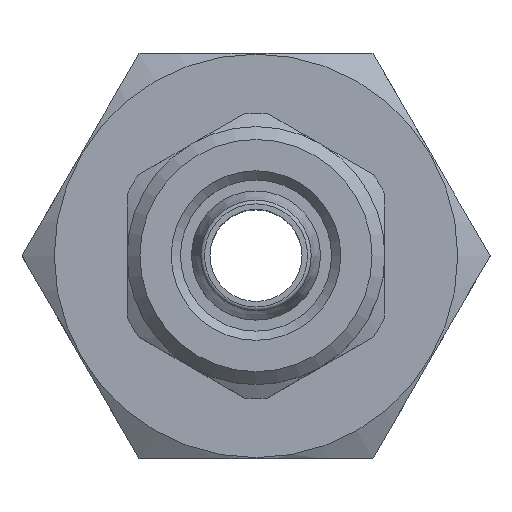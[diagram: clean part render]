
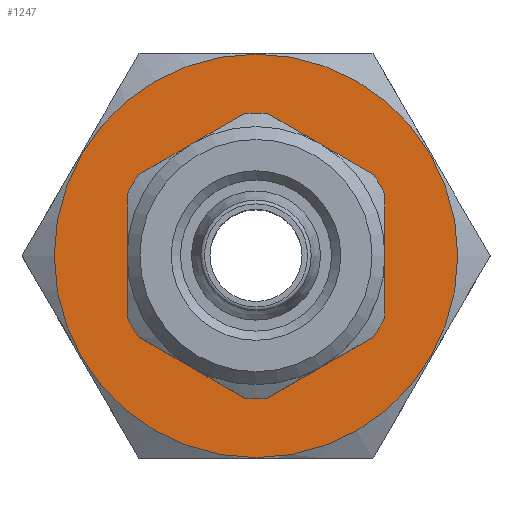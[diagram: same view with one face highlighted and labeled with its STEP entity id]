
A CAD part, top view. The second image highlights one B-rep face of the part: STEP entity #1247.
In plain terms, the highlighted planar face has unit normal (0, 0, 1).
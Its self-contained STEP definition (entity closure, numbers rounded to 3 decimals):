
#104=PLANE('',#1324);
#153=ORIENTED_EDGE('',*,*,#367,.T.);
#154=ORIENTED_EDGE('',*,*,#366,.F.);
#366=EDGE_CURVE('',#474,#474,#552,.T.);
#367=EDGE_CURVE('',#475,#475,#553,.T.);
#474=VERTEX_POINT('',#1702);
#475=VERTEX_POINT('',#1705);
#552=CIRCLE('',#1323,5.25);
#553=CIRCLE('',#1325,10.95);
#609=EDGE_LOOP('',(#153));
#610=EDGE_LOOP('',(#154));
#703=FACE_BOUND('',#609,.T.);
#704=FACE_BOUND('',#610,.T.);
#1247=ADVANCED_FACE('',(#703,#704),#104,.F.);
#1323=AXIS2_PLACEMENT_3D('',#1701,#1449,#1450);
#1324=AXIS2_PLACEMENT_3D('',#1703,#1451,#1452);
#1325=AXIS2_PLACEMENT_3D('',#1704,#1453,#1454);
#1449=DIRECTION('',(0.,0.,1.));
#1450=DIRECTION('',(1.,0.,0.));
#1451=DIRECTION('',(0.,0.,-1.));
#1452=DIRECTION('',(-1.,0.,0.));
#1453=DIRECTION('',(0.,0.,1.));
#1454=DIRECTION('',(1.,0.,0.));
#1701=CARTESIAN_POINT('',(0.,0.,-15.));
#1702=CARTESIAN_POINT('',(5.25,0.,-15.));
#1703=CARTESIAN_POINT('',(0.,0.,-15.));
#1704=CARTESIAN_POINT('',(0.,0.,-15.));
#1705=CARTESIAN_POINT('',(10.95,0.,-15.));
